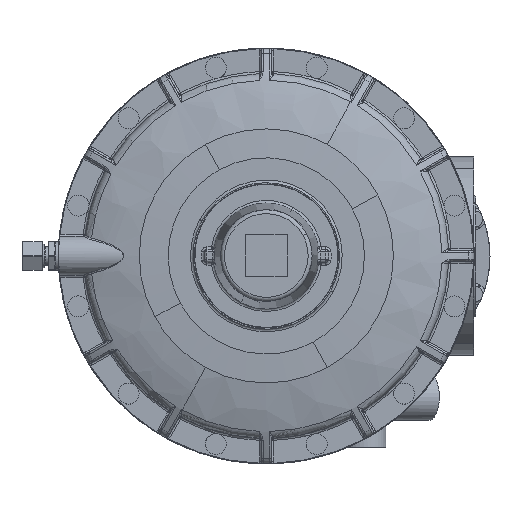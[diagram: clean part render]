
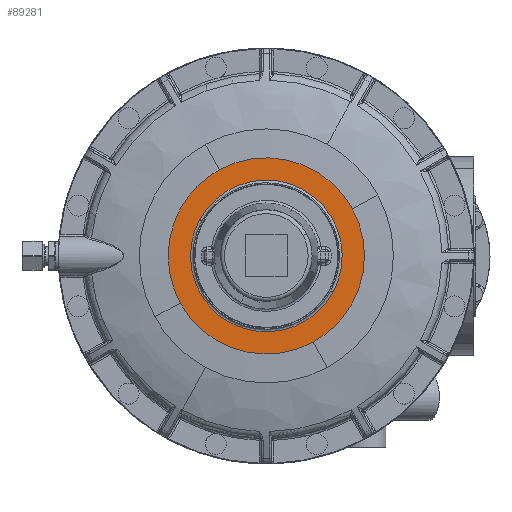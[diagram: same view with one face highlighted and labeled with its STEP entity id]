
A CAD part, top view. The second image highlights one B-rep face of the part: STEP entity #89281.
In plain terms, the highlighted planar face has unit normal (0, 0, 1).
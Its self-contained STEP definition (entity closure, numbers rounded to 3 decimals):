
#89192=CARTESIAN_POINT('Axis2P3D Location',(-58.,0.,159.)) ;
#89197=CARTESIAN_POINT('Axis2P3D Location',(0.,0.,159.)) ;
#89201=CARTESIAN_POINT('Vertex',(75.,-0.235,159.)) ;
#89203=CARTESIAN_POINT('Vertex',(65.819,-35.957,159.)) ;
#89206=CARTESIAN_POINT('Axis2P3D Location',(0.001,0.,159.)) ;
#89210=CARTESIAN_POINT('Vertex',(75.,0.,159.)) ;
#89213=CARTESIAN_POINT('Axis2P3D Location',(0.,0.,159.)) ;
#89217=CARTESIAN_POINT('Vertex',(65.819,35.957,159.)) ;
#89220=CARTESIAN_POINT('Axis2P3D Location',(0.,0.,159.)) ;
#89224=CARTESIAN_POINT('Vertex',(-35.957,65.819,159.)) ;
#89227=CARTESIAN_POINT('Axis2P3D Location',(0.,0.,159.)) ;
#89231=CARTESIAN_POINT('Vertex',(-65.819,35.957,159.)) ;
#89234=CARTESIAN_POINT('Axis2P3D Location',(0.,0.,159.)) ;
#89238=CARTESIAN_POINT('Vertex',(-65.819,-35.957,159.)) ;
#89241=CARTESIAN_POINT('Axis2P3D Location',(0.,0.,159.)) ;
#89245=CARTESIAN_POINT('Vertex',(35.957,-65.819,159.)) ;
#89248=CARTESIAN_POINT('Axis2P3D Location',(0.,0.,159.)) ;
#89263=CARTESIAN_POINT('Axis2P3D Location',(0.,0.,159.)) ;
#89267=CARTESIAN_POINT('Vertex',(50.9,-27.807,159.)) ;
#89269=CARTESIAN_POINT('Vertex',(-50.9,27.807,159.)) ;
#89272=CARTESIAN_POINT('Axis2P3D Location',(0.,0.,159.)) ;
#89193=DIRECTION('Axis2P3D Direction',(0.,0.,-1.)) ;
#89194=DIRECTION('Axis2P3D XDirection',(1.,0.,0.)) ;
#89198=DIRECTION('Axis2P3D Direction',(0.,0.,-1.)) ;
#89207=DIRECTION('Axis2P3D Direction',(0.,0.,-1.)) ;
#89214=DIRECTION('Axis2P3D Direction',(0.,0.,-1.)) ;
#89221=DIRECTION('Axis2P3D Direction',(0.,0.,-1.)) ;
#89228=DIRECTION('Axis2P3D Direction',(0.,0.,-1.)) ;
#89235=DIRECTION('Axis2P3D Direction',(0.,0.,-1.)) ;
#89242=DIRECTION('Axis2P3D Direction',(0.,0.,-1.)) ;
#89249=DIRECTION('Axis2P3D Direction',(0.,0.,-1.)) ;
#89264=DIRECTION('Axis2P3D Direction',(0.,0.,-1.)) ;
#89273=DIRECTION('Axis2P3D Direction',(0.,0.,-1.)) ;
#89195=AXIS2_PLACEMENT_3D('Plane Axis2P3D',#89192,#89193,#89194) ;
#89199=AXIS2_PLACEMENT_3D('Circle Axis2P3D',#89197,#89198,$) ;
#89208=AXIS2_PLACEMENT_3D('Circle Axis2P3D',#89206,#89207,$) ;
#89215=AXIS2_PLACEMENT_3D('Circle Axis2P3D',#89213,#89214,$) ;
#89222=AXIS2_PLACEMENT_3D('Circle Axis2P3D',#89220,#89221,$) ;
#89229=AXIS2_PLACEMENT_3D('Circle Axis2P3D',#89227,#89228,$) ;
#89236=AXIS2_PLACEMENT_3D('Circle Axis2P3D',#89234,#89235,$) ;
#89243=AXIS2_PLACEMENT_3D('Circle Axis2P3D',#89241,#89242,$) ;
#89250=AXIS2_PLACEMENT_3D('Circle Axis2P3D',#89248,#89249,$) ;
#89265=AXIS2_PLACEMENT_3D('Circle Axis2P3D',#89263,#89264,$) ;
#89274=AXIS2_PLACEMENT_3D('Circle Axis2P3D',#89272,#89273,$) ;
#89254=ORIENTED_EDGE('',*,*,#89205,.F.) ;
#89255=ORIENTED_EDGE('',*,*,#89212,.F.) ;
#89256=ORIENTED_EDGE('',*,*,#89219,.F.) ;
#89257=ORIENTED_EDGE('',*,*,#89226,.F.) ;
#89258=ORIENTED_EDGE('',*,*,#89233,.F.) ;
#89259=ORIENTED_EDGE('',*,*,#89240,.F.) ;
#89260=ORIENTED_EDGE('',*,*,#89247,.F.) ;
#89261=ORIENTED_EDGE('',*,*,#89252,.F.) ;
#89278=ORIENTED_EDGE('',*,*,#89271,.T.) ;
#89279=ORIENTED_EDGE('',*,*,#89276,.T.) ;
#89280=FACE_BOUND('',#89277,.T.) ;
#89281=ADVANCED_FACE('Brep With Voids',(#89262,#89280),#89196,.F.) ;
#89200=CIRCLE('generated circle',#89199,75.) ;
#89209=CIRCLE('generated circle',#89208,74.999) ;
#89216=CIRCLE('generated circle',#89215,75.) ;
#89223=CIRCLE('generated circle',#89222,75.) ;
#89230=CIRCLE('generated circle',#89229,75.) ;
#89237=CIRCLE('generated circle',#89236,75.) ;
#89244=CIRCLE('generated circle',#89243,75.) ;
#89251=CIRCLE('generated circle',#89250,75.) ;
#89266=CIRCLE('generated circle',#89265,58.) ;
#89275=CIRCLE('generated circle',#89274,58.) ;
#89205=EDGE_CURVE('',#89202,#89204,#89200,.T.) ;
#89212=EDGE_CURVE('',#89211,#89202,#89209,.T.) ;
#89219=EDGE_CURVE('',#89218,#89211,#89216,.T.) ;
#89226=EDGE_CURVE('',#89225,#89218,#89223,.T.) ;
#89233=EDGE_CURVE('',#89232,#89225,#89230,.T.) ;
#89240=EDGE_CURVE('',#89239,#89232,#89237,.T.) ;
#89247=EDGE_CURVE('',#89246,#89239,#89244,.T.) ;
#89252=EDGE_CURVE('',#89204,#89246,#89251,.T.) ;
#89271=EDGE_CURVE('',#89268,#89270,#89266,.T.) ;
#89276=EDGE_CURVE('',#89270,#89268,#89275,.T.) ;
#89253=EDGE_LOOP('',(#89254,#89255,#89256,#89257,#89258,#89259,#89260,#89261)) ;
#89277=EDGE_LOOP('',(#89278,#89279)) ;
#89262=FACE_OUTER_BOUND('',#89253,.T.) ;
#89196=PLANE('',#89195) ;
#89202=VERTEX_POINT('',#89201) ;
#89204=VERTEX_POINT('',#89203) ;
#89211=VERTEX_POINT('',#89210) ;
#89218=VERTEX_POINT('',#89217) ;
#89225=VERTEX_POINT('',#89224) ;
#89232=VERTEX_POINT('',#89231) ;
#89239=VERTEX_POINT('',#89238) ;
#89246=VERTEX_POINT('',#89245) ;
#89268=VERTEX_POINT('',#89267) ;
#89270=VERTEX_POINT('',#89269) ;
